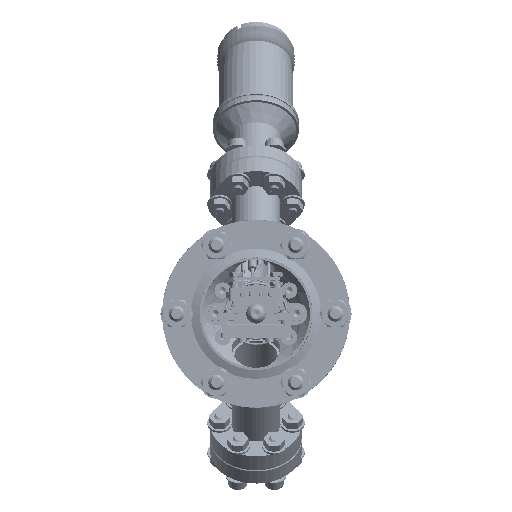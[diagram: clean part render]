
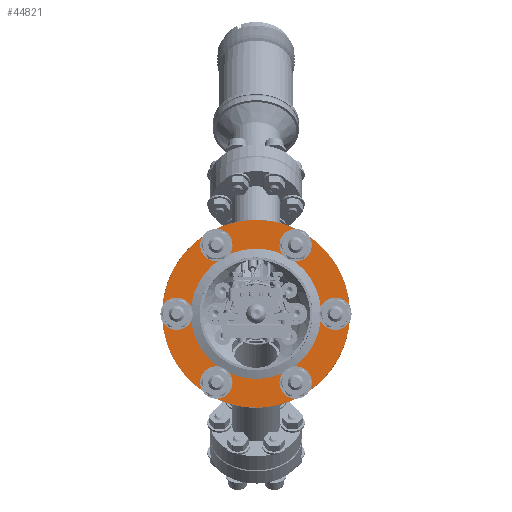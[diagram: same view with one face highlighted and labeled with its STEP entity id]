
A CAD part, left-side view. The second image highlights one B-rep face of the part: STEP entity #44821.
In plain terms, the highlighted planar face has unit normal (-1, 0, 0).
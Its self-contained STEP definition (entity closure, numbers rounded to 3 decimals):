
#44286=AXIS2_PLACEMENT_3D('Circle Axis2P3D',#44284,#44285,$) ;
#44537=AXIS2_PLACEMENT_3D('Circle Axis2P3D',#44535,#44536,$) ;
#44689=AXIS2_PLACEMENT_3D('Plane Axis2P3D',#44686,#44687,#44688) ;
#44697=AXIS2_PLACEMENT_3D('Circle Axis2P3D',#44695,#44696,$) ;
#44706=AXIS2_PLACEMENT_3D('Circle Axis2P3D',#44704,#44705,$) ;
#44715=AXIS2_PLACEMENT_3D('Circle Axis2P3D',#44713,#44714,$) ;
#44724=AXIS2_PLACEMENT_3D('Circle Axis2P3D',#44722,#44723,$) ;
#44733=AXIS2_PLACEMENT_3D('Circle Axis2P3D',#44731,#44732,$) ;
#44742=AXIS2_PLACEMENT_3D('Circle Axis2P3D',#44740,#44741,$) ;
#44751=AXIS2_PLACEMENT_3D('Circle Axis2P3D',#44749,#44750,$) ;
#44760=AXIS2_PLACEMENT_3D('Circle Axis2P3D',#44758,#44759,$) ;
#44769=AXIS2_PLACEMENT_3D('Circle Axis2P3D',#44767,#44768,$) ;
#44778=AXIS2_PLACEMENT_3D('Circle Axis2P3D',#44776,#44777,$) ;
#44787=AXIS2_PLACEMENT_3D('Circle Axis2P3D',#44785,#44786,$) ;
#44796=AXIS2_PLACEMENT_3D('Circle Axis2P3D',#44794,#44795,$) ;
#44805=AXIS2_PLACEMENT_3D('Circle Axis2P3D',#44803,#44804,$) ;
#44814=AXIS2_PLACEMENT_3D('Circle Axis2P3D',#44812,#44813,$) ;
#44281=CARTESIAN_POINT('Vertex',(0.,30.496,16.66)) ;
#44284=CARTESIAN_POINT('Axis2P3D Location',(0.,0.,0.)) ;
#44288=CARTESIAN_POINT('Vertex',(0.,-30.496,-16.66)) ;
#44535=CARTESIAN_POINT('Axis2P3D Location',(0.,0.,0.)) ;
#44686=CARTESIAN_POINT('Axis2P3D Location',(0.,24.1,0.)) ;
#44695=CARTESIAN_POINT('Axis2P3D Location',(0.,-29.35,0.)) ;
#44699=CARTESIAN_POINT('Vertex',(0.,-32.202,-1.558)) ;
#44701=CARTESIAN_POINT('Vertex',(0.,-26.498,1.558)) ;
#44704=CARTESIAN_POINT('Axis2P3D Location',(0.,-29.35,0.)) ;
#44713=CARTESIAN_POINT('Axis2P3D Location',(0.,0.,0.)) ;
#44717=CARTESIAN_POINT('Vertex',(0.,-21.15,-11.554)) ;
#44719=CARTESIAN_POINT('Vertex',(0.,21.15,11.554)) ;
#44722=CARTESIAN_POINT('Axis2P3D Location',(0.,0.,0.)) ;
#44731=CARTESIAN_POINT('Axis2P3D Location',(0.,-14.675,-25.418)) ;
#44735=CARTESIAN_POINT('Vertex',(0.,-11.823,-23.86)) ;
#44737=CARTESIAN_POINT('Vertex',(0.,-17.527,-26.976)) ;
#44740=CARTESIAN_POINT('Axis2P3D Location',(0.,-14.675,-25.418)) ;
#44749=CARTESIAN_POINT('Axis2P3D Location',(0.,14.675,-25.418)) ;
#44753=CARTESIAN_POINT('Vertex',(0.,17.527,-23.86)) ;
#44755=CARTESIAN_POINT('Vertex',(0.,11.823,-26.976)) ;
#44758=CARTESIAN_POINT('Axis2P3D Location',(0.,14.675,-25.418)) ;
#44767=CARTESIAN_POINT('Axis2P3D Location',(0.,29.35,0.)) ;
#44771=CARTESIAN_POINT('Vertex',(0.,32.202,1.558)) ;
#44773=CARTESIAN_POINT('Vertex',(0.,26.498,-1.558)) ;
#44776=CARTESIAN_POINT('Axis2P3D Location',(0.,29.35,0.)) ;
#44785=CARTESIAN_POINT('Axis2P3D Location',(0.,14.675,25.418)) ;
#44789=CARTESIAN_POINT('Vertex',(0.,17.527,26.976)) ;
#44791=CARTESIAN_POINT('Vertex',(0.,11.823,23.86)) ;
#44794=CARTESIAN_POINT('Axis2P3D Location',(0.,14.675,25.418)) ;
#44803=CARTESIAN_POINT('Axis2P3D Location',(0.,-14.675,25.418)) ;
#44807=CARTESIAN_POINT('Vertex',(0.,-11.823,26.976)) ;
#44809=CARTESIAN_POINT('Vertex',(0.,-17.527,23.86)) ;
#44812=CARTESIAN_POINT('Axis2P3D Location',(0.,-14.675,25.418)) ;
#44285=DIRECTION('Axis2P3D Direction',(1.,0.,0.)) ;
#44536=DIRECTION('Axis2P3D Direction',(1.,0.,0.)) ;
#44687=DIRECTION('Axis2P3D Direction',(1.,0.,0.)) ;
#44688=DIRECTION('Axis2P3D XDirection',(0.,1.,0.)) ;
#44696=DIRECTION('Axis2P3D Direction',(1.,0.,0.)) ;
#44705=DIRECTION('Axis2P3D Direction',(1.,0.,0.)) ;
#44714=DIRECTION('Axis2P3D Direction',(1.,0.,0.)) ;
#44723=DIRECTION('Axis2P3D Direction',(1.,0.,0.)) ;
#44732=DIRECTION('Axis2P3D Direction',(1.,0.,0.)) ;
#44741=DIRECTION('Axis2P3D Direction',(1.,0.,0.)) ;
#44750=DIRECTION('Axis2P3D Direction',(1.,0.,0.)) ;
#44759=DIRECTION('Axis2P3D Direction',(1.,0.,0.)) ;
#44768=DIRECTION('Axis2P3D Direction',(1.,0.,0.)) ;
#44777=DIRECTION('Axis2P3D Direction',(1.,0.,0.)) ;
#44786=DIRECTION('Axis2P3D Direction',(1.,0.,0.)) ;
#44795=DIRECTION('Axis2P3D Direction',(1.,0.,0.)) ;
#44804=DIRECTION('Axis2P3D Direction',(1.,0.,0.)) ;
#44813=DIRECTION('Axis2P3D Direction',(1.,0.,0.)) ;
#44692=ORIENTED_EDGE('',*,*,#44290,.F.) ;
#44693=ORIENTED_EDGE('',*,*,#44539,.F.) ;
#44710=ORIENTED_EDGE('',*,*,#44703,.T.) ;
#44711=ORIENTED_EDGE('',*,*,#44708,.T.) ;
#44728=ORIENTED_EDGE('',*,*,#44721,.T.) ;
#44729=ORIENTED_EDGE('',*,*,#44726,.T.) ;
#44746=ORIENTED_EDGE('',*,*,#44739,.T.) ;
#44747=ORIENTED_EDGE('',*,*,#44744,.T.) ;
#44764=ORIENTED_EDGE('',*,*,#44757,.T.) ;
#44765=ORIENTED_EDGE('',*,*,#44762,.T.) ;
#44782=ORIENTED_EDGE('',*,*,#44775,.T.) ;
#44783=ORIENTED_EDGE('',*,*,#44780,.T.) ;
#44800=ORIENTED_EDGE('',*,*,#44793,.T.) ;
#44801=ORIENTED_EDGE('',*,*,#44798,.T.) ;
#44818=ORIENTED_EDGE('',*,*,#44811,.T.) ;
#44819=ORIENTED_EDGE('',*,*,#44816,.T.) ;
#44712=FACE_BOUND('',#44709,.T.) ;
#44730=FACE_BOUND('',#44727,.T.) ;
#44748=FACE_BOUND('',#44745,.T.) ;
#44766=FACE_BOUND('',#44763,.T.) ;
#44784=FACE_BOUND('',#44781,.T.) ;
#44802=FACE_BOUND('',#44799,.T.) ;
#44820=FACE_BOUND('',#44817,.T.) ;
#44821=ADVANCED_FACE('Hauptk\X2\00F6\X0\rper',(#44694,#44712,#44730,#44748,#44766,#44784,#44802,#44820),#44690,.F.) ;
#44287=CIRCLE('generated circle',#44286,34.75) ;
#44538=CIRCLE('generated circle',#44537,34.75) ;
#44698=CIRCLE('generated circle',#44697,3.25) ;
#44707=CIRCLE('generated circle',#44706,3.25) ;
#44716=CIRCLE('generated circle',#44715,24.1) ;
#44725=CIRCLE('generated circle',#44724,24.1) ;
#44734=CIRCLE('generated circle',#44733,3.25) ;
#44743=CIRCLE('generated circle',#44742,3.25) ;
#44752=CIRCLE('generated circle',#44751,3.25) ;
#44761=CIRCLE('generated circle',#44760,3.25) ;
#44770=CIRCLE('generated circle',#44769,3.25) ;
#44779=CIRCLE('generated circle',#44778,3.25) ;
#44788=CIRCLE('generated circle',#44787,3.25) ;
#44797=CIRCLE('generated circle',#44796,3.25) ;
#44806=CIRCLE('generated circle',#44805,3.25) ;
#44815=CIRCLE('generated circle',#44814,3.25) ;
#44290=EDGE_CURVE('',#44282,#44289,#44287,.T.) ;
#44539=EDGE_CURVE('',#44289,#44282,#44538,.T.) ;
#44703=EDGE_CURVE('',#44700,#44702,#44698,.T.) ;
#44708=EDGE_CURVE('',#44702,#44700,#44707,.T.) ;
#44721=EDGE_CURVE('',#44718,#44720,#44716,.T.) ;
#44726=EDGE_CURVE('',#44720,#44718,#44725,.T.) ;
#44739=EDGE_CURVE('',#44736,#44738,#44734,.T.) ;
#44744=EDGE_CURVE('',#44738,#44736,#44743,.T.) ;
#44757=EDGE_CURVE('',#44754,#44756,#44752,.T.) ;
#44762=EDGE_CURVE('',#44756,#44754,#44761,.T.) ;
#44775=EDGE_CURVE('',#44772,#44774,#44770,.T.) ;
#44780=EDGE_CURVE('',#44774,#44772,#44779,.T.) ;
#44793=EDGE_CURVE('',#44790,#44792,#44788,.T.) ;
#44798=EDGE_CURVE('',#44792,#44790,#44797,.T.) ;
#44811=EDGE_CURVE('',#44808,#44810,#44806,.T.) ;
#44816=EDGE_CURVE('',#44810,#44808,#44815,.T.) ;
#44691=EDGE_LOOP('',(#44692,#44693)) ;
#44709=EDGE_LOOP('',(#44710,#44711)) ;
#44727=EDGE_LOOP('',(#44728,#44729)) ;
#44745=EDGE_LOOP('',(#44746,#44747)) ;
#44763=EDGE_LOOP('',(#44764,#44765)) ;
#44781=EDGE_LOOP('',(#44782,#44783)) ;
#44799=EDGE_LOOP('',(#44800,#44801)) ;
#44817=EDGE_LOOP('',(#44818,#44819)) ;
#44694=FACE_OUTER_BOUND('',#44691,.T.) ;
#44690=PLANE('',#44689) ;
#44282=VERTEX_POINT('',#44281) ;
#44289=VERTEX_POINT('',#44288) ;
#44700=VERTEX_POINT('',#44699) ;
#44702=VERTEX_POINT('',#44701) ;
#44718=VERTEX_POINT('',#44717) ;
#44720=VERTEX_POINT('',#44719) ;
#44736=VERTEX_POINT('',#44735) ;
#44738=VERTEX_POINT('',#44737) ;
#44754=VERTEX_POINT('',#44753) ;
#44756=VERTEX_POINT('',#44755) ;
#44772=VERTEX_POINT('',#44771) ;
#44774=VERTEX_POINT('',#44773) ;
#44790=VERTEX_POINT('',#44789) ;
#44792=VERTEX_POINT('',#44791) ;
#44808=VERTEX_POINT('',#44807) ;
#44810=VERTEX_POINT('',#44809) ;
